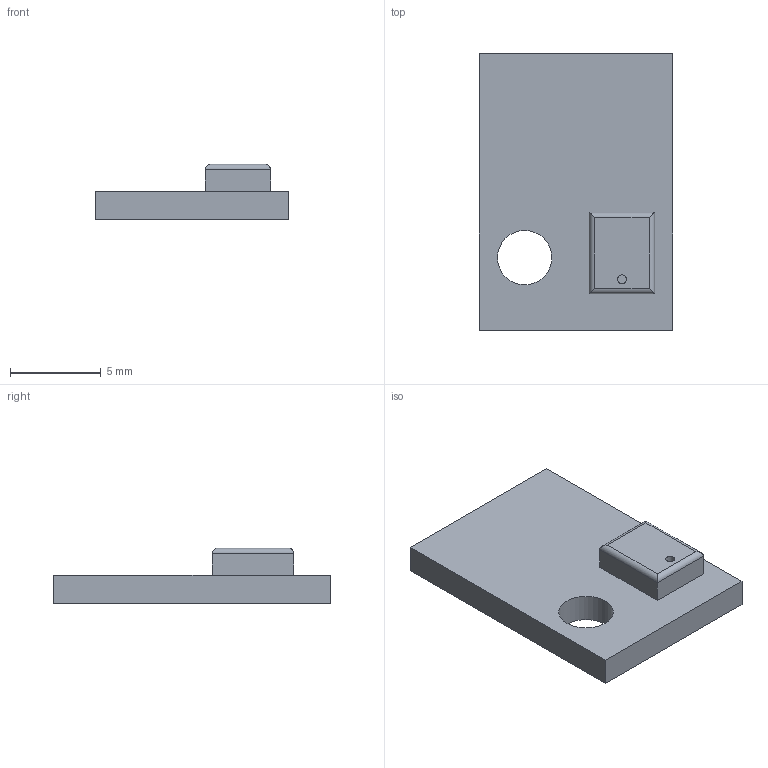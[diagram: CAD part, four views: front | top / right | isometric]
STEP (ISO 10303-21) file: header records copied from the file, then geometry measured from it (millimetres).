
FILE_DESCRIPTION(/* description */ (''),/* implementation_level */ '2;1');
FILE_NAME(/* name */ '5f48e6fb76732715e8498bd1',/* time_stamp */ '2020-08-28T11:14:04+00:00',/* author */ (''),/* organization */ (''),/* preprocessor_version */ 'ST-DEVELOPER v16.7',/* originating_system */ $,/* authorisation */ $);
FILE_SCHEMA (('AUTOMOTIVE_DESIGN {1 0 10303 214 3 1 1}'));
Length unit declared in the file: metre
Products named in the file (2): AHT10; PCB
Bounding box: 10.67 x 15.24 x 3.07 mm (x, y, z)
Volume: 268.1 mm3; surface area: 462.6 mm2
Topology: 2 solids, 2 shells, 19 faces, 38 edges, 24 vertices
Faces by surface type: plane 13, cylinder 6
Full cylindrical faces by diameter (mm): 0.5 x1, 3 x1
Entity records: 538 total; most frequent: DIRECTION 86, CARTESIAN_POINT 81, ORIENTED_EDGE 72, EDGE_CURVE 36, AXIS2_PLACEMENT_3D 29, LINE 28, VECTOR 28, VERTEX_POINT 24
